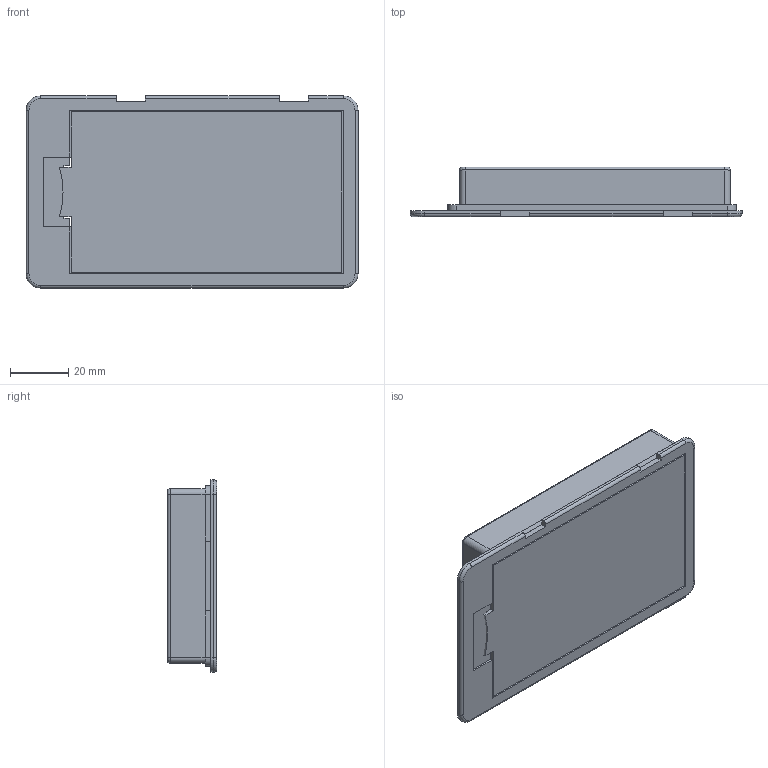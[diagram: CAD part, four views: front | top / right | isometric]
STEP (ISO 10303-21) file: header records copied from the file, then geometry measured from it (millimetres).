
FILE_DESCRIPTION(('FreeCAD Model'),'2;1');
FILE_NAME( '6xAA_Halter.step' ,'2021-02-01T23:13:34',('Author'),(''), 'Open CASCADE STEP processor 7.3','FreeCAD','Unknown');
FILE_SCHEMA(('AUTOMOTIVE_DESIGN { 1 0 10303 214 1 1 1 1 }'));
Length unit declared in the file: millimetre
Products named in the file (1): 6xAA_Halter
Bounding box: 114 x 17 x 66 mm (x, y, z)
Volume: 29093.6 mm3; surface area: 38047.1 mm2
Topology: 4 solids, 4 shells, 91 faces, 230 edges, 148 vertices
Faces by surface type: plane 60, cylinder 23, torus 4, revolution 4
Entity records: 6301 total; most frequent: CARTESIAN_POINT 1110, DIRECTION 814, LINE 502, VECTOR 502, ORIENTED_EDGE 460, PCURVE 460, DEFINITIONAL_REPRESENTATION 460, EDGE_CURVE 230
